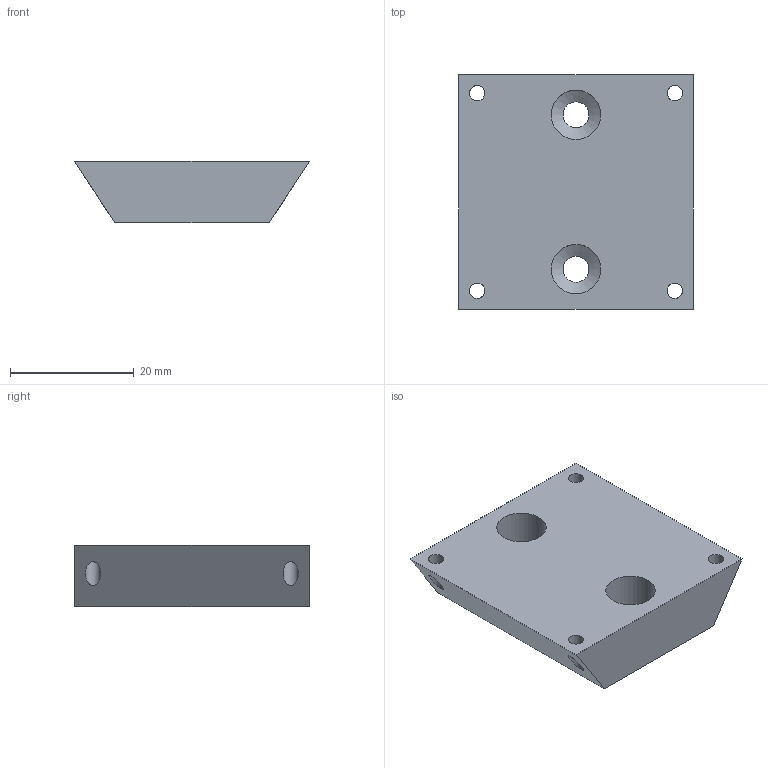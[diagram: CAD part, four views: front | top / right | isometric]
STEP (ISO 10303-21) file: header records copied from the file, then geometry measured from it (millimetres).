
FILE_DESCRIPTION(/* description */ (''),/* implementation_level */ '2;1');
FILE_NAME(/* name */ 'RD-PDT-S-to-RC2-height10mm.stp',/* time_stamp */ '2024-06-20T14:00:46+02:00',/* author */ ('nvladi'),/* organization */ (''),/* preprocessor_version */ 'ST-DEVELOPER v19',/* originating_system */ 'Autodesk Inventor 2023',/* authorisation */ '');
FILE_SCHEMA (('AUTOMOTIVE_DESIGN { 1 0 10303 214 3 1 1 }'));
Length unit declared in the file: millimetre
Products named in the file (1): RDtoRC2-height10mm
Bounding box: 38 x 38 x 10 mm (x, y, z)
Volume: 11128.1 mm3; surface area: 4353.5 mm2
Topology: 1 solids, 1 shells, 16 faces, 40 edges, 26 vertices
Faces by surface type: cylinder 8, plane 6, cone 2
Full cylindrical faces by diameter (mm): 2.5 x4, 4.2 x2, 8 x2
Entity records: 553 total; most frequent: DIRECTION 92, CARTESIAN_POINT 83, ORIENTED_EDGE 80, EDGE_CURVE 40, AXIS2_PLACEMENT_3D 35, EDGE_LOOP 28, VERTEX_POINT 26, LINE 22
